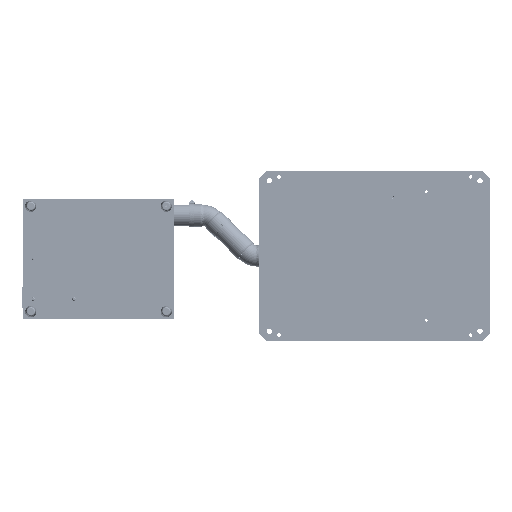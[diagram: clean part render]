
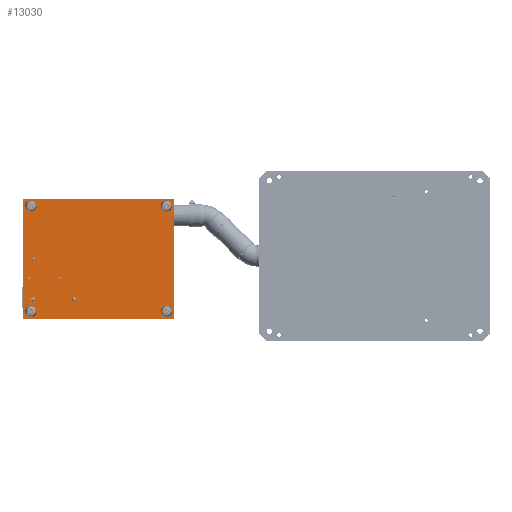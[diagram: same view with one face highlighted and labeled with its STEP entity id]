
A CAD part, front view. The second image highlights one B-rep face of the part: STEP entity #13030.
In plain terms, the highlighted planar face has unit normal (0, -1, 0).
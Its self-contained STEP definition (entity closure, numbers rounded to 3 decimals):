
#5223 = EDGE_LOOP ( 'NONE', ( #94620 ) ) ;
#6885 = DIRECTION ( 'NONE',  ( 0., -1., 0. ) ) ;
#7616 = EDGE_CURVE ( 'NONE', #48176, #48176, #42825, .T. ) ;
#9080 = CIRCLE ( 'NONE', #123653, 2.778 ) ;
#12460 = CIRCLE ( 'NONE', #80216, 1.829 ) ;
#13030 = ADVANCED_FACE ( 'NONE', ( #121063, #110403, #79147, #20047, #18069, #28068, #59920, #89791, #28722, #50623 ), #100420, .T. ) ;
#13051 = EDGE_CURVE ( 'NONE', #130742, #130742, #94556, .T. ) ;
#14910 = CARTESIAN_POINT ( 'NONE',  ( -234.983, 25.4, 126.085 ) ) ;
#15230 = ORIENTED_EDGE ( 'NONE', *, *, #45207, .F. ) ;
#16705 = VERTEX_POINT ( 'NONE', #80037 ) ;
#16939 = EDGE_CURVE ( 'NONE', #93943, #93943, #103750, .T. ) ;
#17378 = VECTOR ( 'NONE', #69749, 1000. ) ;
#17420 = DIRECTION ( 'NONE',  ( 0., -1., 0. ) ) ;
#17941 = EDGE_LOOP ( 'NONE', ( #76282 ) ) ;
#18069 = FACE_BOUND ( 'NONE', #99298, .T. ) ;
#18490 = CIRCLE ( 'NONE', #52456, 4.366 ) ;
#19985 = CARTESIAN_POINT ( 'NONE',  ( -581.947, 25.4, -55.525 ) ) ;
#20047 = FACE_BOUND ( 'NONE', #118310, .T. ) ;
#21011 = CARTESIAN_POINT ( 'NONE',  ( -571.533, 25.4, -7.265 ) ) ;
#21789 = EDGE_CURVE ( 'NONE', #16705, #59146, #121078, .T. ) ;
#23680 = AXIS2_PLACEMENT_3D ( 'NONE', #67914, #38060, #78528 ) ;
#23730 = DIRECTION ( 'NONE',  ( -1., 0., 0. ) ) ;
#25871 = LINE ( 'NONE', #45791, #54058 ) ;
#28068 = FACE_BOUND ( 'NONE', #87824, .T. ) ;
#28172 = AXIS2_PLACEMENT_3D ( 'NONE', #19985, #129656, #48598 ) ;
#28636 = CARTESIAN_POINT ( 'NONE',  ( -596.933, 25.4, 145.135 ) ) ;
#28722 = FACE_BOUND ( 'NONE', #79632, .T. ) ;
#29233 = ORIENTED_EDGE ( 'NONE', *, *, #57186, .F. ) ;
#30067 = CARTESIAN_POINT ( 'NONE',  ( -596.933, 25.4, 145.135 ) ) ;
#30585 = CARTESIAN_POINT ( 'NONE',  ( -215.933, 25.4, 145.135 ) ) ;
#32205 = CARTESIAN_POINT ( 'NONE',  ( -239.349, 25.4, 126.085 ) ) ;
#34652 = EDGE_CURVE ( 'NONE', #39243, #39243, #102424, .T. ) ;
#35554 = VERTEX_POINT ( 'NONE', #55485 ) ;
#36364 = VERTEX_POINT ( 'NONE', #65908 ) ;
#37441 = VECTOR ( 'NONE', #81692, 1000. ) ;
#37485 = ORIENTED_EDGE ( 'NONE', *, *, #16939, .F. ) ;
#38060 = DIRECTION ( 'NONE',  ( 0., -1., 0. ) ) ;
#39243 = VERTEX_POINT ( 'NONE', #79711 ) ;
#39418 = EDGE_LOOP ( 'NONE', ( #89234, #15230, #87981, #83014 ) ) ;
#41465 = AXIS2_PLACEMENT_3D ( 'NONE', #118405, #89139, #90450 ) ;
#42825 = CIRCLE ( 'NONE', #23680, 2.778 ) ;
#45207 = EDGE_CURVE ( 'NONE', #112359, #16705, #25871, .T. ) ;
#45546 = ORIENTED_EDGE ( 'NONE', *, *, #78414, .F. ) ;
#45791 = CARTESIAN_POINT ( 'NONE',  ( -596.933, 25.4, -159.665 ) ) ;
#46106 = CIRCLE ( 'NONE', #65149, 4.366 ) ;
#46535 = VECTOR ( 'NONE', #101098, 1000. ) ;
#46823 = CARTESIAN_POINT ( 'NONE',  ( -582.249, 25.4, 126.085 ) ) ;
#48176 = VERTEX_POINT ( 'NONE', #68718 ) ;
#48598 = DIRECTION ( 'NONE',  ( -1., 0., 0. ) ) ;
#49858 = EDGE_LOOP ( 'NONE', ( #29233 ) ) ;
#50623 = FACE_OUTER_BOUND ( 'NONE', #39418, .T. ) ;
#52092 = AXIS2_PLACEMENT_3D ( 'NONE', #74168, #61653, #112766 ) ;
#52456 = AXIS2_PLACEMENT_3D ( 'NONE', #52981, #93481, #23730 ) ;
#52981 = CARTESIAN_POINT ( 'NONE',  ( -234.983, 25.4, -140.615 ) ) ;
#54058 = VECTOR ( 'NONE', #128170, 1000. ) ;
#55485 = CARTESIAN_POINT ( 'NONE',  ( -582.249, 25.4, -140.615 ) ) ;
#57186 = EDGE_CURVE ( 'NONE', #95933, #95933, #12460, .T. ) ;
#59146 = VERTEX_POINT ( 'NONE', #88021 ) ;
#59171 = LINE ( 'NONE', #30585, #17378 ) ;
#59920 = FACE_BOUND ( 'NONE', #102401, .T. ) ;
#60115 = EDGE_CURVE ( 'NONE', #84507, #84507, #18490, .T. ) ;
#61653 = DIRECTION ( 'NONE',  ( 0., -1., 0. ) ) ;
#64648 = ORIENTED_EDGE ( 'NONE', *, *, #60115, .F. ) ;
#65149 = AXIS2_PLACEMENT_3D ( 'NONE', #69471, #88086, #108051 ) ;
#65908 = CARTESIAN_POINT ( 'NONE',  ( -215.933, 25.4, 145.135 ) ) ;
#67914 = CARTESIAN_POINT ( 'NONE',  ( -502.699, 25.4, -55.525 ) ) ;
#68718 = CARTESIAN_POINT ( 'NONE',  ( -505.477, 25.4, -55.525 ) ) ;
#69114 = LINE ( 'NONE', #28636, #37441 ) ;
#69471 = CARTESIAN_POINT ( 'NONE',  ( -577.883, 25.4, 126.085 ) ) ;
#69749 = DIRECTION ( 'NONE',  ( 0., 0., -1. ) ) ;
#70397 = EDGE_CURVE ( 'NONE', #59146, #36364, #69114, .T. ) ;
#74168 = CARTESIAN_POINT ( 'NONE',  ( -577.883, 25.4, -140.615 ) ) ;
#75539 = EDGE_CURVE ( 'NONE', #35554, #35554, #102994, .T. ) ;
#76109 = AXIS2_PLACEMENT_3D ( 'NONE', #14910, #105895, #116524 ) ;
#76282 = ORIENTED_EDGE ( 'NONE', *, *, #75539, .F. ) ;
#77054 = CARTESIAN_POINT ( 'NONE',  ( -471.111, 25.4, -108.865 ) ) ;
#78056 = VERTEX_POINT ( 'NONE', #116678 ) ;
#78414 = EDGE_CURVE ( 'NONE', #129846, #129846, #46106, .T. ) ;
#78528 = DIRECTION ( 'NONE',  ( -1., 0., 0. ) ) ;
#79147 = FACE_BOUND ( 'NONE', #111159, .T. ) ;
#79632 = EDGE_LOOP ( 'NONE', ( #45546 ) ) ;
#79711 = CARTESIAN_POINT ( 'NONE',  ( -584.725, 25.4, -55.525 ) ) ;
#80037 = CARTESIAN_POINT ( 'NONE',  ( -596.933, 25.4, -159.665 ) ) ;
#80216 = AXIS2_PLACEMENT_3D ( 'NONE', #21011, #122652, #112649 ) ;
#81692 = DIRECTION ( 'NONE',  ( 1., 0., 0. ) ) ;
#83014 = ORIENTED_EDGE ( 'NONE', *, *, #70397, .F. ) ;
#84507 = VERTEX_POINT ( 'NONE', #125086 ) ;
#87245 = DIRECTION ( 'NONE',  ( -1., 0., 0. ) ) ;
#87824 = EDGE_LOOP ( 'NONE', ( #37485 ) ) ;
#87981 = ORIENTED_EDGE ( 'NONE', *, *, #127829, .F. ) ;
#88021 = CARTESIAN_POINT ( 'NONE',  ( -596.933, 25.4, 145.135 ) ) ;
#88086 = DIRECTION ( 'NONE',  ( 0., -1., 0. ) ) ;
#89139 = DIRECTION ( 'NONE',  ( 0., -1., 0. ) ) ;
#89234 = ORIENTED_EDGE ( 'NONE', *, *, #21789, .F. ) ;
#89791 = FACE_BOUND ( 'NONE', #17941, .T. ) ;
#90450 = DIRECTION ( 'NONE',  ( -1., 0., 0. ) ) ;
#91128 = DIRECTION ( 'NONE',  ( -1., 0., 0. ) ) ;
#92372 = AXIS2_PLACEMENT_3D ( 'NONE', #109074, #17420, #91128 ) ;
#93481 = DIRECTION ( 'NONE',  ( 0., -1., 0. ) ) ;
#93943 = VERTEX_POINT ( 'NONE', #32205 ) ;
#94556 = CIRCLE ( 'NONE', #41465, 2.778 ) ;
#94620 = ORIENTED_EDGE ( 'NONE', *, *, #127214, .F. ) ;
#94633 = CARTESIAN_POINT ( 'NONE',  ( -573.362, 25.4, -7.265 ) ) ;
#95933 = VERTEX_POINT ( 'NONE', #94633 ) ;
#98349 = ORIENTED_EDGE ( 'NONE', *, *, #7616, .F. ) ;
#99298 = EDGE_LOOP ( 'NONE', ( #98349 ) ) ;
#100420 = PLANE ( 'NONE',  #92372 ) ;
#101098 = DIRECTION ( 'NONE',  ( 0., 0., 1. ) ) ;
#102401 = EDGE_LOOP ( 'NONE', ( #64648 ) ) ;
#102424 = CIRCLE ( 'NONE', #28172, 2.778 ) ;
#102994 = CIRCLE ( 'NONE', #52092, 4.366 ) ;
#103750 = CIRCLE ( 'NONE', #76109, 4.366 ) ;
#105895 = DIRECTION ( 'NONE',  ( 0., -1., 0. ) ) ;
#108051 = DIRECTION ( 'NONE',  ( -1., 0., 0. ) ) ;
#109074 = CARTESIAN_POINT ( 'NONE',  ( -596.933, 25.4, -159.665 ) ) ;
#110403 = FACE_BOUND ( 'NONE', #5223, .T. ) ;
#111159 = EDGE_LOOP ( 'NONE', ( #126685 ) ) ;
#112359 = VERTEX_POINT ( 'NONE', #128394 ) ;
#112649 = DIRECTION ( 'NONE',  ( -1., 0., 0. ) ) ;
#112766 = DIRECTION ( 'NONE',  ( -1., 0., 0. ) ) ;
#116524 = DIRECTION ( 'NONE',  ( -1., 0., 0. ) ) ;
#116678 = CARTESIAN_POINT ( 'NONE',  ( -574.311, 25.4, -108.865 ) ) ;
#117158 = CARTESIAN_POINT ( 'NONE',  ( -571.533, 25.4, -108.865 ) ) ;
#117885 = ORIENTED_EDGE ( 'NONE', *, *, #34652, .F. ) ;
#118310 = EDGE_LOOP ( 'NONE', ( #117885 ) ) ;
#118405 = CARTESIAN_POINT ( 'NONE',  ( -468.333, 25.4, -108.865 ) ) ;
#121063 = FACE_BOUND ( 'NONE', #49858, .T. ) ;
#121078 = LINE ( 'NONE', #30067, #46535 ) ;
#122652 = DIRECTION ( 'NONE',  ( 0., -1., 0. ) ) ;
#123653 = AXIS2_PLACEMENT_3D ( 'NONE', #117158, #6885, #87245 ) ;
#125086 = CARTESIAN_POINT ( 'NONE',  ( -239.349, 25.4, -140.615 ) ) ;
#126685 = ORIENTED_EDGE ( 'NONE', *, *, #13051, .F. ) ;
#127214 = EDGE_CURVE ( 'NONE', #78056, #78056, #9080, .T. ) ;
#127829 = EDGE_CURVE ( 'NONE', #36364, #112359, #59171, .T. ) ;
#128170 = DIRECTION ( 'NONE',  ( -1., 0., 0. ) ) ;
#128394 = CARTESIAN_POINT ( 'NONE',  ( -215.933, 25.4, -159.665 ) ) ;
#129656 = DIRECTION ( 'NONE',  ( 0., -1., 0. ) ) ;
#129846 = VERTEX_POINT ( 'NONE', #46823 ) ;
#130742 = VERTEX_POINT ( 'NONE', #77054 ) ;
